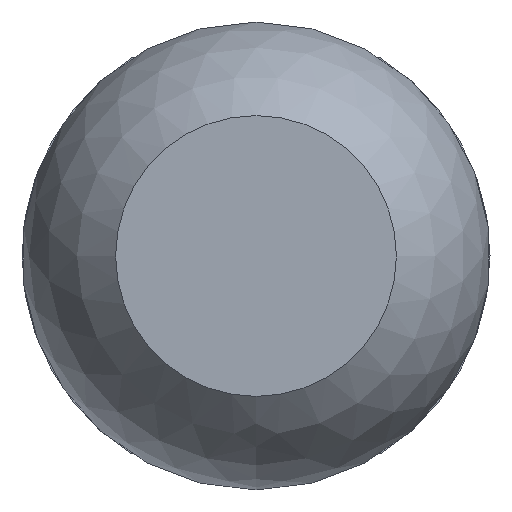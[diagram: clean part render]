
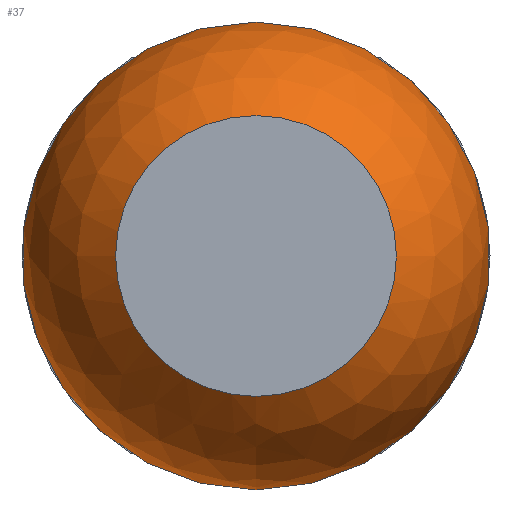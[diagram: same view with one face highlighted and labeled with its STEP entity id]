
A CAD part, left-side view. The second image highlights one B-rep face of the part: STEP entity #37.
In plain terms, the highlighted spherical face has radius 6.5 mm.
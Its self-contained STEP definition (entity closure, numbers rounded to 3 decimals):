
#37 = ADVANCED_FACE( '', ( #77, #78 ), #79, .T. );
#77 = FACE_OUTER_BOUND( '', #123, .T. );
#78 = FACE_OUTER_BOUND( '', #124, .T. );
#79 = SPHERICAL_SURFACE( '', #125, 6.5 );
#123 = EDGE_LOOP( '', ( #168 ) );
#124 = EDGE_LOOP( '', ( #169 ) );
#125 = AXIS2_PLACEMENT_3D( '', #170, #171, #172 );
#168 = ORIENTED_EDGE( '', *, *, #244, .T. );
#169 = ORIENTED_EDGE( '', *, *, #245, .F. );
#170 = CARTESIAN_POINT( '', ( 0., 0., 0. ) );
#171 = DIRECTION( '', ( 1., 0., 0. ) );
#172 = DIRECTION( '', ( 0., 1., 0. ) );
#244 = EDGE_CURVE( '', #277, #277, #278, .T. );
#245 = EDGE_CURVE( '', #279, #279, #280, .T. );
#277 = VERTEX_POINT( '', #322 );
#278 = CIRCLE( '', #323, 3.9 );
#279 = VERTEX_POINT( '', #324 );
#280 = CIRCLE( '', #325, 2.833 );
#322 = CARTESIAN_POINT( '', ( -5.2, 0., -3.9 ) );
#323 = AXIS2_PLACEMENT_3D( '', #361, #362, #363 );
#324 = CARTESIAN_POINT( '', ( 5.85, 0., -2.833 ) );
#325 = AXIS2_PLACEMENT_3D( '', #364, #365, #366 );
#361 = CARTESIAN_POINT( '', ( -5.2, 0., 0. ) );
#362 = DIRECTION( '', ( 1., 0., 0. ) );
#363 = DIRECTION( '', ( 0., 0., -1. ) );
#364 = CARTESIAN_POINT( '', ( 5.85, 0., 0. ) );
#365 = DIRECTION( '', ( 1., 0., 0. ) );
#366 = DIRECTION( '', ( 0., 0., -1. ) );
